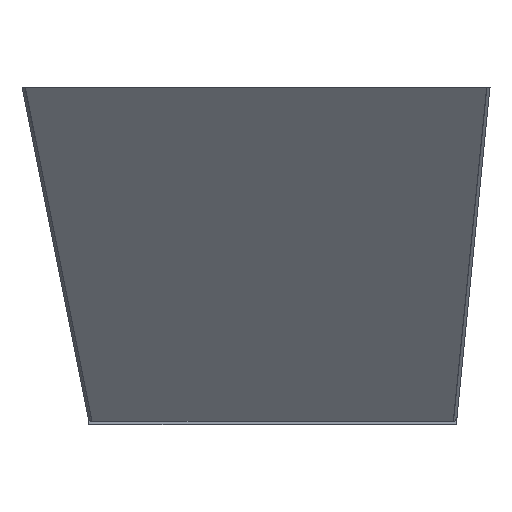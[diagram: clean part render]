
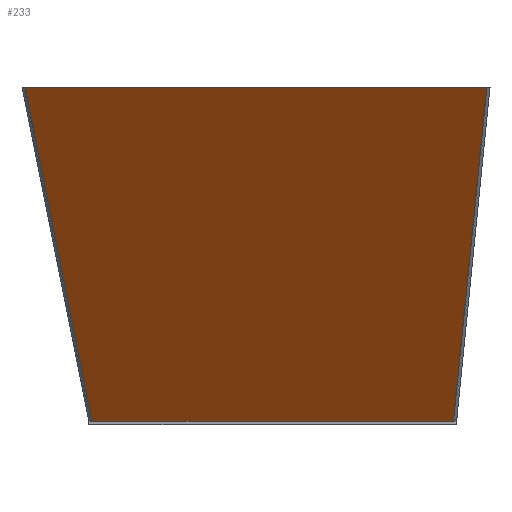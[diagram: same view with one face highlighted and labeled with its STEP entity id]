
A CAD part, front view. The second image highlights one B-rep face of the part: STEP entity #233.
In plain terms, the highlighted planar face has unit normal (0, -0.781, -0.625).
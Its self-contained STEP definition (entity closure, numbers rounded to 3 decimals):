
#32 = VERTEX_POINT('',#33);
#33 = CARTESIAN_POINT('',(0.895,0.,1.));
#40 = EDGE_CURVE('',#32,#41,#43,.T.);
#41 = VERTEX_POINT('',#42);
#42 = CARTESIAN_POINT('',(109.057,0.,1.));
#43 = LINE('',#44,#45);
#44 = CARTESIAN_POINT('',(0.,0.,1.));
#45 = VECTOR('',#46,1.);
#46 = DIRECTION('',(1.,0.,0.));
#147 = VERTEX_POINT('',#148);
#148 = CARTESIAN_POINT('',(-19.105,-80.,101.));
#155 = EDGE_CURVE('',#32,#147,#156,.T.);
#156 = LINE('',#157,#158);
#157 = CARTESIAN_POINT('',(0.874,-0.085,
    1.107));
#158 = VECTOR('',#159,1.);
#159 = DIRECTION('',(-0.154,-0.617,0.772));
#233 = ADVANCED_FACE('',(#234),#252,.F.);
#234 = FACE_BOUND('',#235,.F.);
#235 = EDGE_LOOP('',(#236,#237,#238,#246));
#236 = ORIENTED_EDGE('',*,*,#40,.F.);
#237 = ORIENTED_EDGE('',*,*,#155,.T.);
#238 = ORIENTED_EDGE('',*,*,#239,.T.);
#239 = EDGE_CURVE('',#147,#240,#242,.T.);
#240 = VERTEX_POINT('',#241);
#241 = CARTESIAN_POINT('',(119.057,-80.,101.));
#242 = LINE('',#243,#244);
#243 = CARTESIAN_POINT('',(-20.,-80.,101.));
#244 = VECTOR('',#245,1.);
#245 = DIRECTION('',(1.,0.,0.));
#246 = ORIENTED_EDGE('',*,*,#247,.T.);
#247 = EDGE_CURVE('',#240,#41,#248,.T.);
#248 = LINE('',#249,#250);
#249 = CARTESIAN_POINT('',(119.063,-80.046,101.057
    ));
#250 = VECTOR('',#251,1.);
#251 = DIRECTION('',(-0.078,0.623,-0.778)
  );
#252 = PLANE('',#253);
#253 = AXIS2_PLACEMENT_3D('',#254,#255,#256);
#254 = CARTESIAN_POINT('',(-20.,0.,1.));
#255 = DIRECTION('',(0.,0.781,0.625));
#256 = DIRECTION('',(1.,0.,0.));
